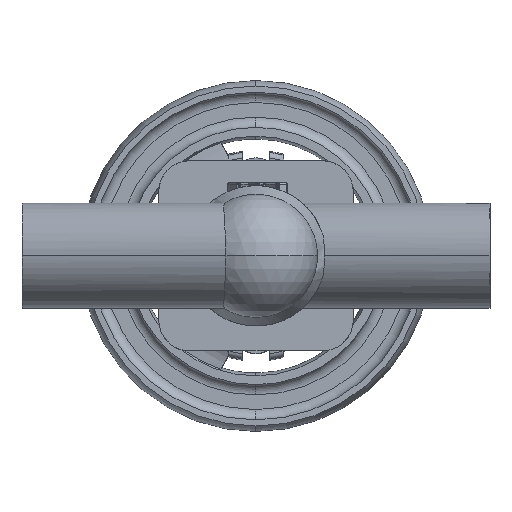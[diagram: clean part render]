
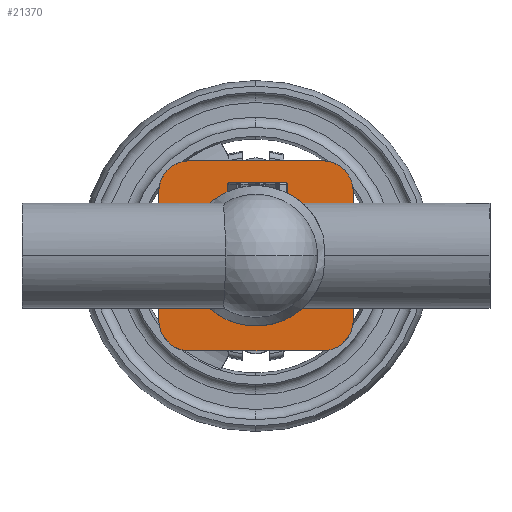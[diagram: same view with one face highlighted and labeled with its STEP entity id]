
A CAD part, front view. The second image highlights one B-rep face of the part: STEP entity #21370.
In plain terms, the highlighted planar face has unit normal (0, -1, 0).
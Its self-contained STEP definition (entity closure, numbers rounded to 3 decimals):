
#331 = ORIENTED_EDGE ( 'NONE', *, *, #5375, .T. ) ;
#343 = LINE ( 'NONE', #17250, #21427 ) ;
#612 = DIRECTION ( 'NONE',  ( 1., 0., 0. ) ) ;
#726 = VERTEX_POINT ( 'NONE', #19077 ) ;
#1008 = EDGE_CURVE ( 'NONE', #3966, #13575, #19518, .T. ) ;
#1117 = AXIS2_PLACEMENT_3D ( 'NONE', #19403, #18740, #8804 ) ;
#1194 = DIRECTION ( 'NONE',  ( -1., 0., 0. ) ) ;
#1715 = CARTESIAN_POINT ( 'NONE',  ( 22.709, 30., -32.5 ) ) ;
#1833 = DIRECTION ( 'NONE',  ( 1., 0., 0. ) ) ;
#1953 = ORIENTED_EDGE ( 'NONE', *, *, #1008, .T. ) ;
#1969 = CIRCLE ( 'NONE', #19197, 10.5 ) ;
#2424 = ORIENTED_EDGE ( 'NONE', *, *, #16702, .F. ) ;
#2467 = CARTESIAN_POINT ( 'NONE',  ( 34.396, 30., 5.388 ) ) ;
#2571 = ORIENTED_EDGE ( 'NONE', *, *, #14027, .T. ) ;
#2588 = CARTESIAN_POINT ( 'NONE',  ( -33.183, 30., 22.732 ) ) ;
#2903 = LINE ( 'NONE', #12947, #11813 ) ;
#2997 = ORIENTED_EDGE ( 'NONE', *, *, #20388, .F. ) ;
#3007 = LINE ( 'NONE', #4667, #3544 ) ;
#3065 = CARTESIAN_POINT ( 'NONE',  ( 34.396, 30., -5.388 ) ) ;
#3182 = LINE ( 'NONE', #8442, #20335 ) ;
#3273 = CARTESIAN_POINT ( 'NONE',  ( 33.183, 30., -22.732 ) ) ;
#3292 = CARTESIAN_POINT ( 'NONE',  ( 34.396, 30., 5.388 ) ) ;
#3544 = VECTOR ( 'NONE', #16286, 1000. ) ;
#3966 = VERTEX_POINT ( 'NONE', #9640 ) ;
#4585 = DIRECTION ( 'NONE',  ( 0., 1., 0. ) ) ;
#4622 = VERTEX_POINT ( 'NONE', #14518 ) ;
#4667 = CARTESIAN_POINT ( 'NONE',  ( -32.5, 30., -32.5 ) ) ;
#4954 = VERTEX_POINT ( 'NONE', #3273 ) ;
#5125 = CARTESIAN_POINT ( 'NONE',  ( 22.709, 30., 32.5 ) ) ;
#5279 = DIRECTION ( 'NONE',  ( 0.07, 0., -0.998 ) ) ;
#5375 = EDGE_CURVE ( 'NONE', #4622, #7407, #6176, .T. ) ;
#5477 = ORIENTED_EDGE ( 'NONE', *, *, #8158, .F. ) ;
#5556 = ORIENTED_EDGE ( 'NONE', *, *, #5724, .T. ) ;
#5724 = EDGE_CURVE ( 'NONE', #13951, #10648, #18711, .T. ) ;
#5895 = CIRCLE ( 'NONE', #10098, 24. ) ;
#6176 = CIRCLE ( 'NONE', #16864, 10.5 ) ;
#6840 = DIRECTION ( 'NONE',  ( 0., -1., 0. ) ) ;
#7218 = AXIS2_PLACEMENT_3D ( 'NONE', #15939, #9313, #20919 ) ;
#7318 = CARTESIAN_POINT ( 'NONE',  ( 32.5, 30., -32.5 ) ) ;
#7407 = VERTEX_POINT ( 'NONE', #2588 ) ;
#7628 = PLANE ( 'NONE',  #7218 ) ;
#7743 = VECTOR ( 'NONE', #5279, 1000. ) ;
#8158 = EDGE_CURVE ( 'NONE', #726, #7407, #343, .T. ) ;
#8266 = CARTESIAN_POINT ( 'NONE',  ( 22.709, 30., -22. ) ) ;
#8442 = CARTESIAN_POINT ( 'NONE',  ( 32.5, 30., 32.5 ) ) ;
#8804 = DIRECTION ( 'NONE',  ( 1., 0., 0. ) ) ;
#8822 = VERTEX_POINT ( 'NONE', #2467 ) ;
#8900 = CIRCLE ( 'NONE', #12729, 10.5 ) ;
#9053 = CARTESIAN_POINT ( 'NONE',  ( 20.968, 30., 11.676 ) ) ;
#9313 = DIRECTION ( 'NONE',  ( 0., -1., 0. ) ) ;
#9585 = VERTEX_POINT ( 'NONE', #19223 ) ;
#9640 = CARTESIAN_POINT ( 'NONE',  ( -24., 30., 0. ) ) ;
#9935 = DIRECTION ( 'NONE',  ( 1., 0., 0. ) ) ;
#9936 = ORIENTED_EDGE ( 'NONE', *, *, #10931, .T. ) ;
#10098 = AXIS2_PLACEMENT_3D ( 'NONE', #14558, #4585, #16212 ) ;
#10589 = DIRECTION ( 'NONE',  ( 0., -1., 0. ) ) ;
#10648 = VERTEX_POINT ( 'NONE', #17676 ) ;
#10931 = EDGE_CURVE ( 'NONE', #17363, #4954, #1969, .T. ) ;
#11095 = CARTESIAN_POINT ( 'NONE',  ( 27.052, 30., -9.829 ) ) ;
#11304 = DIRECTION ( 'NONE',  ( 0.07, 0., 0.998 ) ) ;
#11462 = DIRECTION ( 'NONE',  ( 0., -1., 0. ) ) ;
#11487 = DIRECTION ( 'NONE',  ( 1., 0., 0. ) ) ;
#11612 = CARTESIAN_POINT ( 'NONE',  ( -22.709, 30., 22. ) ) ;
#11715 = VERTEX_POINT ( 'NONE', #21521 ) ;
#11813 = VECTOR ( 'NONE', #1194, 1000. ) ;
#12078 = ORIENTED_EDGE ( 'NONE', *, *, #12481, .F. ) ;
#12243 = CARTESIAN_POINT ( 'NONE',  ( 20.968, 30., -11.676 ) ) ;
#12263 = ORIENTED_EDGE ( 'NONE', *, *, #15942, .F. ) ;
#12291 = EDGE_CURVE ( 'NONE', #11715, #15043, #19545, .T. ) ;
#12481 = EDGE_CURVE ( 'NONE', #17363, #15498, #2903, .T. ) ;
#12609 = LINE ( 'NONE', #7318, #21418 ) ;
#12729 = AXIS2_PLACEMENT_3D ( 'NONE', #16799, #6840, #18467 ) ;
#12947 = CARTESIAN_POINT ( 'NONE',  ( 32.5, 30., -32.5 ) ) ;
#13146 = CARTESIAN_POINT ( 'NONE',  ( -22.709, 30., -32.5 ) ) ;
#13270 = CARTESIAN_POINT ( 'NONE',  ( 31.588, 30., 7.704 ) ) ;
#13575 = VERTEX_POINT ( 'NONE', #9053 ) ;
#13951 = VERTEX_POINT ( 'NONE', #3065 ) ;
#14027 = EDGE_CURVE ( 'NONE', #13575, #8822, #19141, .T. ) ;
#14114 = EDGE_CURVE ( 'NONE', #9585, #15498, #8900, .T. ) ;
#14518 = CARTESIAN_POINT ( 'NONE',  ( -22.709, 30., 32.5 ) ) ;
#14558 = CARTESIAN_POINT ( 'NONE',  ( 0., 30., 0. ) ) ;
#14806 = CARTESIAN_POINT ( 'NONE',  ( 34.396, 30., -5.388 ) ) ;
#14865 = CARTESIAN_POINT ( 'NONE',  ( 27.052, 30., 9.829 ) ) ;
#15043 = VERTEX_POINT ( 'NONE', #5125 ) ;
#15132 = FACE_OUTER_BOUND ( 'NONE', #17301, .T. ) ;
#15402 = CARTESIAN_POINT ( 'NONE',  ( 34.773, 30., 0. ) ) ;
#15498 = VERTEX_POINT ( 'NONE', #13146 ) ;
#15939 = CARTESIAN_POINT ( 'NONE',  ( 0., 30., 0. ) ) ;
#15942 = EDGE_CURVE ( 'NONE', #11715, #8822, #20476, .T. ) ;
#16045 = ORIENTED_EDGE ( 'NONE', *, *, #12291, .T. ) ;
#16212 = DIRECTION ( 'NONE',  ( 1., 0., 0. ) ) ;
#16286 = DIRECTION ( 'NONE',  ( -0.07, 0., 0.998 ) ) ;
#16702 = EDGE_CURVE ( 'NONE', #9585, #726, #3007, .T. ) ;
#16799 = CARTESIAN_POINT ( 'NONE',  ( -22.709, 30., -22. ) ) ;
#16864 = AXIS2_PLACEMENT_3D ( 'NONE', #11612, #11462, #11487 ) ;
#17250 = CARTESIAN_POINT ( 'NONE',  ( -34.773, 30., 0. ) ) ;
#17301 = EDGE_LOOP ( 'NONE', ( #17355, #1953, #2571, #12263, #16045, #18957, #331, #5477, #2424, #21290, #12078, #9936, #2997, #5556 ) ) ;
#17355 = ORIENTED_EDGE ( 'NONE', *, *, #18946, .T. ) ;
#17363 = VERTEX_POINT ( 'NONE', #1715 ) ;
#17676 = CARTESIAN_POINT ( 'NONE',  ( 20.968, 30., -11.676 ) ) ;
#18467 = DIRECTION ( 'NONE',  ( 1., 0., 0. ) ) ;
#18711 =( BOUNDED_CURVE ( )  B_SPLINE_CURVE ( 3, ( #14806, #20838, #11095, #12243 ),
 .UNSPECIFIED., .F., .T. ) 
 B_SPLINE_CURVE_WITH_KNOTS ( ( 4, 4 ),
 ( 3.446, 3.847 ),
 .UNSPECIFIED. ) 
 CURVE ( )  GEOMETRIC_REPRESENTATION_ITEM ( )  RATIONAL_B_SPLINE_CURVE ( ( 1., 0.987, 0.987, 1. ) ) 
 REPRESENTATION_ITEM ( '' )  );
#18740 = DIRECTION ( 'NONE',  ( 0., 1., 0. ) ) ;
#18817 = AXIS2_PLACEMENT_3D ( 'NONE', #20517, #10589, #612 ) ;
#18914 = DIRECTION ( 'NONE',  ( -0.07, 0., -0.998 ) ) ;
#18946 = EDGE_CURVE ( 'NONE', #10648, #3966, #5895, .T. ) ;
#18957 = ORIENTED_EDGE ( 'NONE', *, *, #21080, .F. ) ;
#19077 = CARTESIAN_POINT ( 'NONE',  ( -34.773, 30., 0. ) ) ;
#19141 =( BOUNDED_CURVE ( )  B_SPLINE_CURVE ( 3, ( #19842, #14865, #13270, #3292 ),
 .UNSPECIFIED., .F., .T. ) 
 B_SPLINE_CURVE_WITH_KNOTS ( ( 4, 4 ),
 ( 2.436, 2.838 ),
 .UNSPECIFIED. ) 
 CURVE ( )  GEOMETRIC_REPRESENTATION_ITEM ( )  RATIONAL_B_SPLINE_CURVE ( ( 1., 0.987, 0.987, 1. ) ) 
 REPRESENTATION_ITEM ( '' )  );
#19197 = AXIS2_PLACEMENT_3D ( 'NONE', #8266, #19871, #9935 ) ;
#19223 = CARTESIAN_POINT ( 'NONE',  ( -33.183, 30., -22.732 ) ) ;
#19403 = CARTESIAN_POINT ( 'NONE',  ( 0., 30., 0. ) ) ;
#19518 = CIRCLE ( 'NONE', #1117, 24. ) ;
#19545 = CIRCLE ( 'NONE', #18817, 10.5 ) ;
#19842 = CARTESIAN_POINT ( 'NONE',  ( 20.968, 30., 11.676 ) ) ;
#19871 = DIRECTION ( 'NONE',  ( 0., -1., 0. ) ) ;
#20335 = VECTOR ( 'NONE', #1833, 1000. ) ;
#20388 = EDGE_CURVE ( 'NONE', #13951, #4954, #12609, .T. ) ;
#20476 = LINE ( 'NONE', #15402, #7743 ) ;
#20517 = CARTESIAN_POINT ( 'NONE',  ( 22.709, 30., 22. ) ) ;
#20838 = CARTESIAN_POINT ( 'NONE',  ( 31.588, 30., -7.704 ) ) ;
#20919 = DIRECTION ( 'NONE',  ( 1., 0., 0. ) ) ;
#21080 = EDGE_CURVE ( 'NONE', #4622, #15043, #3182, .T. ) ;
#21290 = ORIENTED_EDGE ( 'NONE', *, *, #14114, .T. ) ;
#21370 = ADVANCED_FACE ( 'NONE', ( #15132 ), #7628, .T. ) ;
#21418 = VECTOR ( 'NONE', #18914, 1000. ) ;
#21427 = VECTOR ( 'NONE', #11304, 1000. ) ;
#21521 = CARTESIAN_POINT ( 'NONE',  ( 33.183, 30., 22.732 ) ) ;
